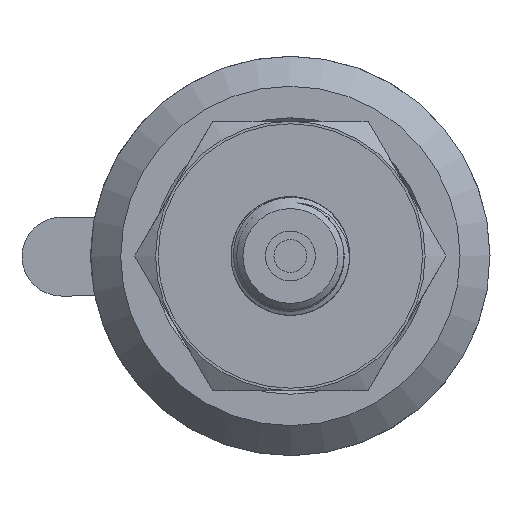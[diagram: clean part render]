
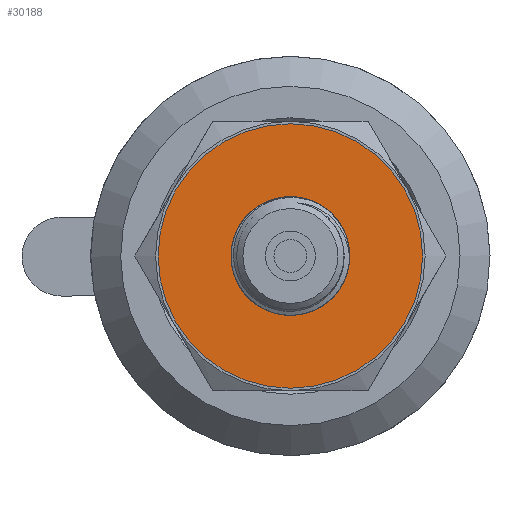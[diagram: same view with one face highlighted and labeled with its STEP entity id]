
A CAD part, left-side view. The second image highlights one B-rep face of the part: STEP entity #30188.
In plain terms, the highlighted planar face has unit normal (-1, 0, 0).
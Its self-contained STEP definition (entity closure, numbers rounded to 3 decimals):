
#508=PLANE('',#31738);
#1516=FACE_BOUND('',#3786,.T.);
#2085=FACE_OUTER_BOUND('',#3785,.T.);
#3785=EDGE_LOOP('',(#22200));
#3786=EDGE_LOOP('',(#22201));
#5287=CIRCLE('',#31715,13.25);
#5298=CIRCLE('',#31735,5.942);
#13322=VERTEX_POINT('',#49822);
#13332=VERTEX_POINT('',#51058);
#16656=EDGE_CURVE('',#13322,#13322,#5287,.T.);
#16680=EDGE_CURVE('',#13332,#13332,#5298,.T.);
#22200=ORIENTED_EDGE('',*,*,#16656,.T.);
#22201=ORIENTED_EDGE('',*,*,#16680,.T.);
#30188=ADVANCED_FACE('',(#2085,#1516),#508,.T.);
#31715=AXIS2_PLACEMENT_3D('',#49823,#34221,#34222);
#31735=AXIS2_PLACEMENT_3D('',#51059,#34264,#34265);
#31738=AXIS2_PLACEMENT_3D('',#51433,#34271,#34272);
#34221=DIRECTION('center_axis',(-1.,0.,0.));
#34222=DIRECTION('ref_axis',(0.,1.,0.));
#34264=DIRECTION('center_axis',(1.,0.,0.));
#34265=DIRECTION('ref_axis',(0.,1.,0.));
#34271=DIRECTION('center_axis',(-1.,0.,0.));
#34272=DIRECTION('ref_axis',(0.,0.,1.));
#49822=CARTESIAN_POINT('',(-47.,-13.25,0.));
#49823=CARTESIAN_POINT('Origin',(-47.,0.,0.));
#51058=CARTESIAN_POINT('',(-47.,-5.942,0.));
#51059=CARTESIAN_POINT('Origin',(-47.,0.,0.));
#51433=CARTESIAN_POINT('Origin',(-47.,13.5,0.));
